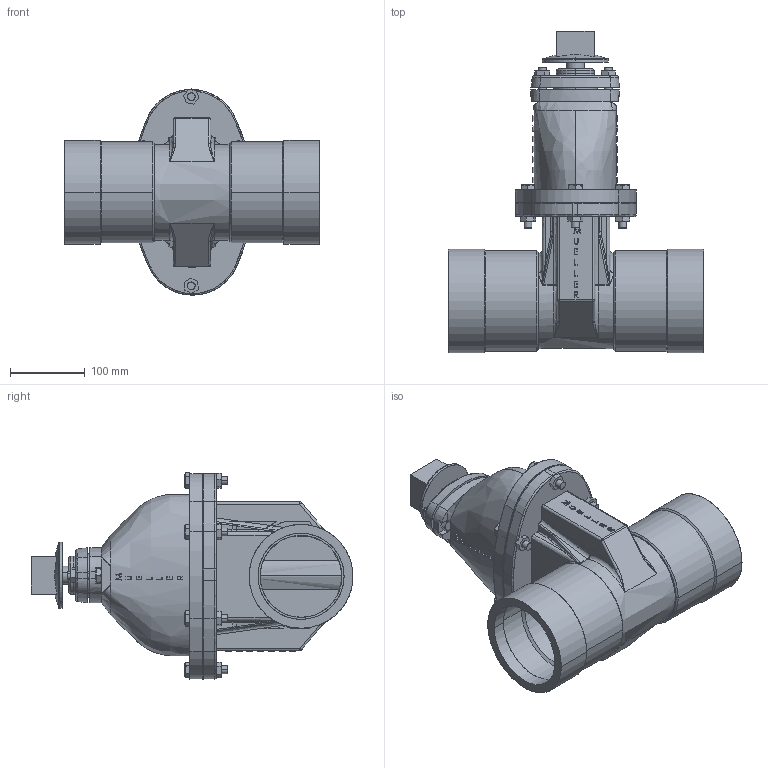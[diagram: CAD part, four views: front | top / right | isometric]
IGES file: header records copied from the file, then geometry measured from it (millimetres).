
Start section: SolidWorks IGES file using analytic representation for surfaces
Global section: file name: A-2360-37_04_N.IGS; native system: SolidWorks 2013; preprocessor: SolidWorks 2013; author: CAD M1; date: 140220.173031; units: millimetre
Bounding box: 341.12 x 429.57 x 275.16 mm (x, y, z)
Surface area: 780694.8 mm2 (no closed solid volume)
Topology: 0 solids, 0 shells, 1126 faces, 18945 edges, 18937 vertices
Faces by surface type: bspline 781, revolution 345
